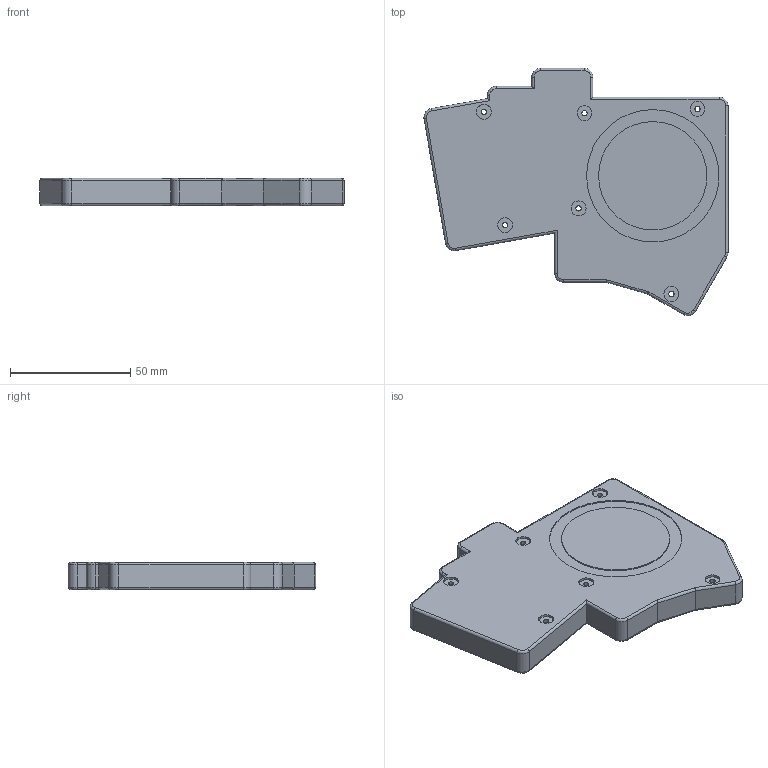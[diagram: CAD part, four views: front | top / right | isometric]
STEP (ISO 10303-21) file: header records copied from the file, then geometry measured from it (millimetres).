
FILE_DESCRIPTION(/* description */ ('STEP AP242','CAx-IF Rec.Pracs.---Representation and Presentation of Product Manufacturing Information (PMI)---4.0---2014-10-13','CAx-IF Rec.Pracs.---3D Tessellated Geometry---0.4---2014-09-14','2;1'),/* implementation_level */ '2;1');
FILE_NAME(/* name */ '66a986cc8ebe870b29bf87b5',/* time_stamp */ '2024-07-31T00:35:25Z',/* author */ (''),/* organization */ (''),/* preprocessor_version */ 'ST-DEVELOPER v20',/* originating_system */ ' ',/* authorisation */ ' ');
FILE_SCHEMA (('AP242_MANAGED_MODEL_BASED_3D_ENGINEERING_MIM_LF { 1 0 10303 442 1 1 4 }'));
Length unit declared in the file: metre
Products named in the file (2): split36_rev4 1; split36_rev4_PCB
Assembly tree (1 placements, depth 2):
  split36_rev4 1
    split36_rev4_PCB
Bounding box: 126.4 x 102.85 x 11.4 mm (x, y, z)
Volume: 30990.5 mm3; surface area: 26549.1 mm2
Topology: 1 solids, 1 shells, 203 faces, 486 edges, 290 vertices
Faces by surface type: cylinder 116, plane 45, torus 38, sphere 4
Entity records: 5941 total; most frequent: DIRECTION 1144, CARTESIAN_POINT 999, ORIENTED_EDGE 964, EDGE_CURVE 482, AXIS2_PLACEMENT_3D 463, VERTEX_POINT 290, CIRCLE 247, EDGE_LOOP 226
